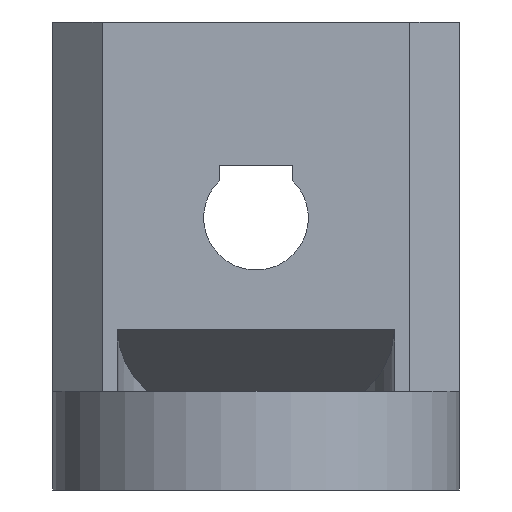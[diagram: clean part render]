
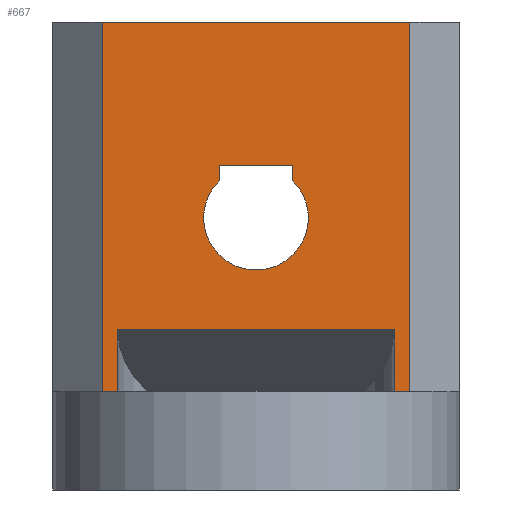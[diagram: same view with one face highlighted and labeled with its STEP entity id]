
A CAD part, front view. The second image highlights one B-rep face of the part: STEP entity #667.
In plain terms, the highlighted planar face has unit normal (0, -1, 0).
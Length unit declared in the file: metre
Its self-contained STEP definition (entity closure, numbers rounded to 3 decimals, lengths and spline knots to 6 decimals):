
#22=CIRCLE('',#726,0.00425);
#96=ORIENTED_EDGE('',*,*,#273,.T.);
#97=ORIENTED_EDGE('',*,*,#274,.F.);
#98=ORIENTED_EDGE('',*,*,#275,.F.);
#99=ORIENTED_EDGE('',*,*,#276,.F.);
#100=ORIENTED_EDGE('',*,*,#232,.F.);
#101=ORIENTED_EDGE('',*,*,#277,.T.);
#102=ORIENTED_EDGE('',*,*,#266,.T.);
#103=ORIENTED_EDGE('',*,*,#261,.T.);
#104=ORIENTED_EDGE('',*,*,#278,.T.);
#105=ORIENTED_EDGE('',*,*,#257,.T.);
#106=ORIENTED_EDGE('',*,*,#269,.T.);
#107=ORIENTED_EDGE('',*,*,#279,.T.);
#232=EDGE_CURVE('',#327,#328,#391,.T.);
#257=EDGE_CURVE('',#350,#349,#411,.T.);
#261=EDGE_CURVE('',#348,#353,#412,.F.);
#266=EDGE_CURVE('',#356,#348,#417,.T.);
#269=EDGE_CURVE('',#349,#357,#420,.T.);
#273=EDGE_CURVE('',#359,#360,#423,.T.);
#274=EDGE_CURVE('',#361,#360,#22,.T.);
#275=EDGE_CURVE('',#362,#361,#424,.T.);
#276=EDGE_CURVE('',#359,#362,#425,.T.);
#277=EDGE_CURVE('',#327,#356,#426,.T.);
#278=EDGE_CURVE('',#353,#350,#427,.T.);
#279=EDGE_CURVE('',#357,#328,#428,.T.);
#327=VERTEX_POINT('',#959);
#328=VERTEX_POINT('',#961);
#348=VERTEX_POINT('',#1009);
#349=VERTEX_POINT('',#1010);
#350=VERTEX_POINT('',#1012);
#353=VERTEX_POINT('',#1018);
#356=VERTEX_POINT('',#1029);
#357=VERTEX_POINT('',#1032);
#359=VERTEX_POINT('',#1041);
#360=VERTEX_POINT('',#1042);
#361=VERTEX_POINT('',#1044);
#362=VERTEX_POINT('',#1046);
#391=LINE('',#960,#468);
#411=LINE('',#1011,#488);
#412=LINE('',#1019,#489);
#417=LINE('',#1028,#494);
#420=LINE('',#1033,#497);
#423=LINE('',#1040,#500);
#424=LINE('',#1045,#501);
#425=LINE('',#1047,#502);
#426=LINE('',#1048,#503);
#427=LINE('',#1049,#504);
#428=LINE('',#1050,#505);
#468=VECTOR('',#770,1.);
#488=VECTOR('',#808,1.);
#489=VECTOR('',#815,1.);
#494=VECTOR('',#824,1.);
#497=VECTOR('',#827,1.);
#500=VECTOR('',#836,1.);
#501=VECTOR('',#839,1.);
#502=VECTOR('',#840,1.);
#503=VECTOR('',#841,1.);
#504=VECTOR('',#842,1.);
#505=VECTOR('',#843,1.);
#553=EDGE_LOOP('',(#96,#97,#98,#99));
#554=EDGE_LOOP('',(#100,#101,#102,#103,#104,#105,#106,#107));
#598=FACE_BOUND('',#553,.T.);
#599=FACE_BOUND('',#554,.T.);
#637=PLANE('',#725);
#667=ADVANCED_FACE('',(#598,#599),#637,.F.);
#725=AXIS2_PLACEMENT_3D('',#1039,#834,#835);
#726=AXIS2_PLACEMENT_3D('',#1043,#837,#838);
#770=DIRECTION('',(1.,0.,0.));
#808=DIRECTION('',(0.,0.,-1.));
#815=DIRECTION('',(0.,0.,-1.));
#824=DIRECTION('',(1.,0.,0.));
#827=DIRECTION('',(1.,0.,0.));
#834=DIRECTION('',(0.,1.,0.));
#835=DIRECTION('',(-1.,0.,0.));
#836=DIRECTION('',(0.,0.,-1.));
#837=DIRECTION('',(0.,-1.,0.));
#838=DIRECTION('',(1.,0.,0.));
#839=DIRECTION('',(0.,0.,-1.));
#840=DIRECTION('',(-1.,0.,0.));
#841=DIRECTION('',(0.,0.,-1.));
#842=DIRECTION('',(1.,0.,0.));
#843=DIRECTION('',(0.,0.,1.));
#959=CARTESIAN_POINT('',(-0.0125,0.,0.038));
#960=CARTESIAN_POINT('',(0.00825,0.,0.038));
#961=CARTESIAN_POINT('',(0.0125,0.,0.038));
#1009=CARTESIAN_POINT('',(-0.01125,0.,0.008));
#1010=CARTESIAN_POINT('',(0.01125,0.,0.008));
#1011=CARTESIAN_POINT('',(0.01125,0.,0.013));
#1012=CARTESIAN_POINT('',(0.01125,0.,0.013));
#1018=CARTESIAN_POINT('',(-0.01125,0.,0.013));
#1019=CARTESIAN_POINT('',(-0.01125,0.,0.008));
#1028=CARTESIAN_POINT('',(0.00825,0.,0.008));
#1029=CARTESIAN_POINT('',(-0.0125,0.,0.008));
#1032=CARTESIAN_POINT('',(0.0125,0.,0.008));
#1033=CARTESIAN_POINT('',(0.00825,0.,0.008));
#1039=CARTESIAN_POINT('',(0.00825,0.,0.038));
#1040=CARTESIAN_POINT('',(0.003,0.,0.02573));
#1041=CARTESIAN_POINT('',(0.003,0.,0.02635));
#1042=CARTESIAN_POINT('',(0.003,0.,0.02511));
#1043=CARTESIAN_POINT('',(0.,0.,0.0221));
#1044=CARTESIAN_POINT('',(-0.003,0.,0.02511));
#1045=CARTESIAN_POINT('',(-0.003,0.,0.02585));
#1046=CARTESIAN_POINT('',(-0.003,0.,0.02635));
#1047=CARTESIAN_POINT('',(-0.0015,0.,0.02635));
#1048=CARTESIAN_POINT('',(-0.0125,0.,0.008));
#1049=CARTESIAN_POINT('',(0.00825,0.,0.013));
#1050=CARTESIAN_POINT('',(0.0125,0.,0.038));
